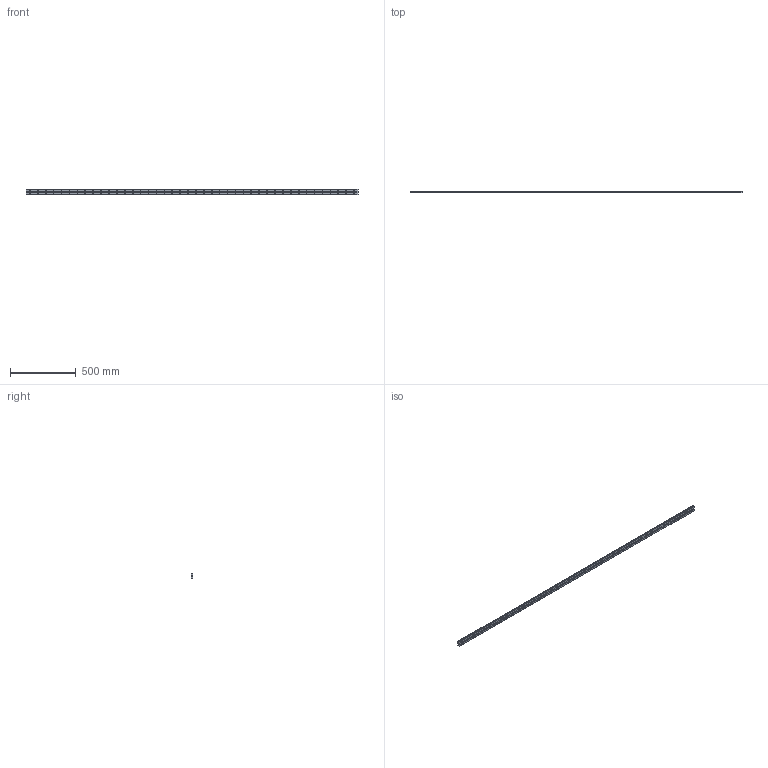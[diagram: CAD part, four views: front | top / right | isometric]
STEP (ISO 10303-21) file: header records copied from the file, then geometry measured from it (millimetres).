
FILE_DESCRIPTION (( 'STEP AP214' ), '1' );
FILE_NAME ('HRW27CA1SS-2520L_G30_0_B-M6F_1223-6_0_0_0_1.STEP', '2021-07-06T11:07:50', ( '' ), ( '' ), 'SwSTEP 2.0', 'SolidWorks 2021', '' );
FILE_SCHEMA (( 'AUTOMOTIVE_DESIGN' ));
Length unit declared in the file: millimetre
Products named in the file (2): _HRW27CA252030 Track; HRW27CA1SS-2520L_G30_0_B-M6F_1223-6_0_0_0_1
Assembly tree (1 placements, depth 2):
  HRW27CA1SS-2520L_G30_0_B-M6F_1223-6_0_0_0_1
    _HRW27CA252030 Track
Bounding box: 2520 x 15 x 42 mm (x, y, z)
Volume: 1406968.3 mm3; surface area: 315915.3 mm2
Topology: 1 solids, 1 shells, 455 faces, 1107 edges, 738 vertices
Faces by surface type: cylinder 341, plane 114
Entity records: 14125 total; most frequent: DIRECTION 2707, CARTESIAN_POINT 2304, ORIENTED_EDGE 2214, AXIS2_PLACEMENT_3D 1141, EDGE_CURVE 1107, VERTEX_POINT 738, EDGE_LOOP 707, CIRCLE 682
